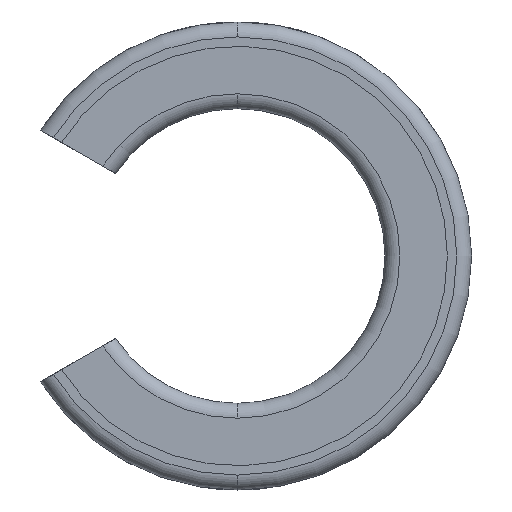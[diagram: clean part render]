
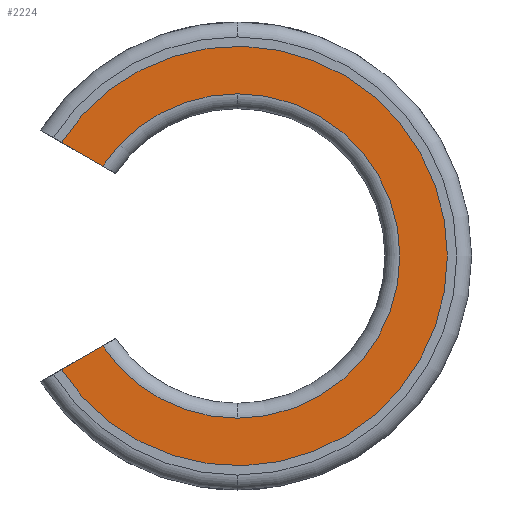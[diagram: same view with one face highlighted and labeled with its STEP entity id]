
A CAD part, front view. The second image highlights one B-rep face of the part: STEP entity #2224.
In plain terms, the highlighted planar face has unit normal (0, -1, 0).
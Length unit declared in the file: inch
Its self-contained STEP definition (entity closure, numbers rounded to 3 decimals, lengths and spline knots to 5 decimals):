
#246=CARTESIAN_POINT('',(-0.15882,-0.6692,0.43585));
#247=VERTEX_POINT('',#246);
#255=CARTESIAN_POINT('',(-0.52162,-0.6692,0.24154));
#256=VERTEX_POINT('',#255);
#257=CARTESIAN_POINT('',(-0.15882,-0.6692,0.0));
#258=DIRECTION('',(0.0,-1.0,0.0));
#259=DIRECTION('',(1.0,0.0,0.0));
#260=AXIS2_PLACEMENT_3D('',#257,#258,#259);
#261=CIRCLE('',#260,0.43585);
#262=EDGE_CURVE('',#247,#256,#261,.T.);
#294=CARTESIAN_POINT('',(-0.15882,-0.6692,-0.43585));
#295=VERTEX_POINT('',#294);
#303=CARTESIAN_POINT('',(-0.15882,-0.6692,0.0));
#304=DIRECTION('',(0.0,-1.0,0.0));
#305=DIRECTION('',(1.0,0.0,0.0));
#306=AXIS2_PLACEMENT_3D('',#303,#304,#305);
#307=CIRCLE('',#306,0.43585);
#308=EDGE_CURVE('',#295,#247,#307,.T.);
#327=CARTESIAN_POINT('',(0.40468,-0.6692,0.));
#328=VERTEX_POINT('',#327);
#337=CARTESIAN_POINT('',(-0.63234,-0.6692,-0.30547));
#338=VERTEX_POINT('',#337);
#339=CARTESIAN_POINT('',(-0.15882,-0.6692,0.0));
#340=DIRECTION('',(0.0,-1.0,0.0));
#341=DIRECTION('',(1.0,0.0,0.0));
#342=AXIS2_PLACEMENT_3D('',#339,#340,#341);
#343=CIRCLE('',#342,0.5635);
#344=EDGE_CURVE('',#338,#328,#343,.T.);
#1220=CARTESIAN_POINT('',(-0.52162,-0.6692,-0.24154));
#1221=VERTEX_POINT('',#1220);
#1439=CARTESIAN_POINT('',(-0.52162,-0.6692,-0.24154));
#1440=DIRECTION('',(-0.866,0.0,-0.5));
#1441=VECTOR('',#1440,0.12785);
#1442=LINE('',#1439,#1441);
#1443=EDGE_CURVE('',#1221,#338,#1442,.T.);
#1454=CARTESIAN_POINT('',(-0.63234,-0.6692,0.30547));
#1455=VERTEX_POINT('',#1454);
#1456=CARTESIAN_POINT('',(-0.63234,-0.6692,0.30547));
#1457=DIRECTION('',(0.866,0.0,-0.5));
#1458=VECTOR('',#1457,0.12785);
#1459=LINE('',#1456,#1458);
#1460=EDGE_CURVE('',#1455,#256,#1459,.T.);
#2194=CARTESIAN_POINT('',(-0.15882,-0.6692,0.0));
#2195=DIRECTION('',(0.0,-1.0,0.0));
#2196=DIRECTION('',(1.0,0.0,0.0));
#2197=AXIS2_PLACEMENT_3D('',#2194,#2195,#2196);
#2198=CIRCLE('',#2197,0.5635);
#2199=EDGE_CURVE('',#328,#1455,#2198,.T.);
#2204=CARTESIAN_POINT('',(0.34085,-0.6692,0.0));
#2205=DIRECTION('',(0.0,-1.0,0.0));
#2206=DIRECTION('',(0.0,0.0,-1.0));
#2207=AXIS2_PLACEMENT_3D('',#2204,#2205,#2206);
#2208=PLANE('',#2207);
#2209=ORIENTED_EDGE('',*,*,#1443,.T.);
#2210=ORIENTED_EDGE('',*,*,#344,.T.);
#2211=ORIENTED_EDGE('',*,*,#2199,.T.);
#2212=ORIENTED_EDGE('',*,*,#1460,.T.);
#2213=ORIENTED_EDGE('',*,*,#262,.F.);
#2214=ORIENTED_EDGE('',*,*,#308,.F.);
#2215=CARTESIAN_POINT('',(-0.15882,-0.6692,0.0));
#2216=DIRECTION('',(0.0,-1.0,0.0));
#2217=DIRECTION('',(1.0,0.0,0.0));
#2218=AXIS2_PLACEMENT_3D('',#2215,#2216,#2217);
#2219=CIRCLE('',#2218,0.43585);
#2220=EDGE_CURVE('',#1221,#295,#2219,.T.);
#2221=ORIENTED_EDGE('',*,*,#2220,.F.);
#2222=EDGE_LOOP('',(#2209,#2210,#2211,#2212,#2213,#2214,#2221));
#2223=FACE_OUTER_BOUND('',#2222,.T.);
#2224=ADVANCED_FACE('',(#2223),#2208,.T.);
